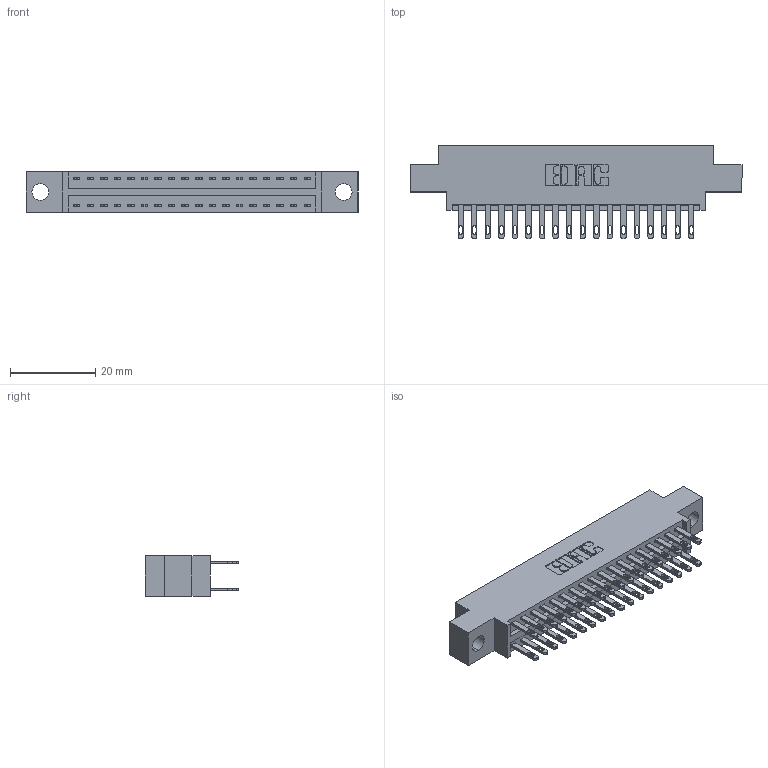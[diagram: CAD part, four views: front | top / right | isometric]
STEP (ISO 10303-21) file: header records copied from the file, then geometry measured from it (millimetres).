
FILE_DESCRIPTION (( 'STEP AP203' ), '1' );
FILE_NAME ('346-036-500-804.STEP', '2018-08-24T00:48:37', ( '' ), ( '' ), 'SwSTEP 2.0', 'SolidWorks 2016', '' );
FILE_SCHEMA (( 'CONFIG_CONTROL_DESIGN' ));
Length unit declared in the file: inch
Products named in the file (3): 346-036-500-804; 346 Part_0.170 Offset - 0.156 Dia-TH; 345-292-001_345-293-100
Assembly tree (37 placements, depth 2):
  346-036-500-804
    346 Part_0.170 Offset - 0.156 Dia-TH
    345-292-001_345-293-100  x36
Bounding box: 77.72 x 21.84 x 9.4 mm (x, y, z)
Volume: 7260.2 mm3; surface area: 9972.2 mm2
Topology: 37 solids, 37 shells, 1854 faces, 5633 edges, 3754 vertices
Faces by surface type: plane 1124, cylinder 730
Entity records: 15043 total; most frequent: CARTESIAN_POINT 2512, ORIENTED_EDGE 2446, DIRECTION 2267, EDGE_CURVE 1223, VECTOR 1015, LINE 1015, VERTEX_POINT 814, AXIS2_PLACEMENT_3D 626
